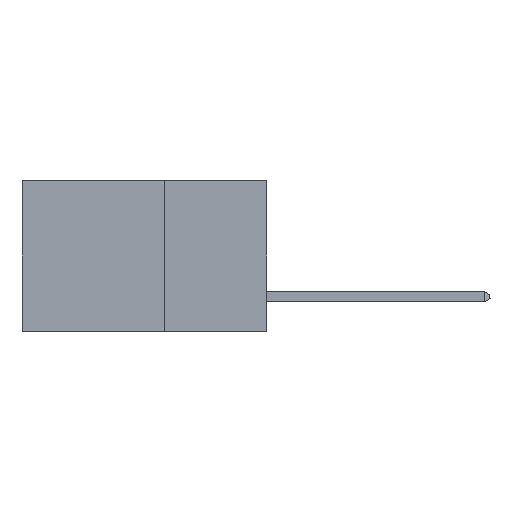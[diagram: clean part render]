
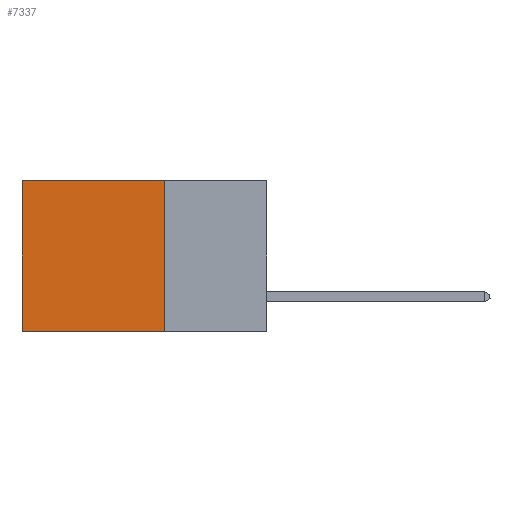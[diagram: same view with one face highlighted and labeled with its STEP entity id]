
A CAD part, left-side view. The second image highlights one B-rep face of the part: STEP entity #7337.
In plain terms, the highlighted planar face has unit normal (-1, 0, 0).
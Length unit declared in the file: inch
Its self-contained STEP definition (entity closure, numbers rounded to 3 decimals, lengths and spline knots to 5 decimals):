
#144 = ORIENTED_EDGE ( 'NONE', *, *, #11849, .T. ) ;
#261 = VECTOR ( 'NONE', #25776, 39.37008 ) ;
#488 = VERTEX_POINT ( 'NONE', #19855 ) ;
#1514 = VECTOR ( 'NONE', #2263, 39.37008 ) ;
#2263 = DIRECTION ( 'NONE',  ( 0., 1., 0. ) ) ;
#4057 = EDGE_CURVE ( 'NONE', #27060, #27547, #25351, .T. ) ;
#5254 = CARTESIAN_POINT ( 'NONE',  ( 0.2875, 0.6, -0.37 ) ) ;
#5774 = CARTESIAN_POINT ( 'NONE',  ( 0.2875, 0.6, 0. ) ) ;
#7337 = ADVANCED_FACE ( 'NONE', ( #12589 ), #24041, .F. ) ;
#7612 = AXIS2_PLACEMENT_3D ( 'NONE', #15191, #19515, #12720 ) ;
#7845 = LINE ( 'NONE', #17560, #10263 ) ;
#8388 = VECTOR ( 'NONE', #23874, 39.37008 ) ;
#8581 = EDGE_CURVE ( 'NONE', #27060, #488, #12873, .T. ) ;
#10263 = VECTOR ( 'NONE', #15256, 39.37008 ) ;
#11826 = LINE ( 'NONE', #24449, #1514 ) ;
#11849 = EDGE_CURVE ( 'NONE', #27547, #16047, #7845, .T. ) ;
#12589 = FACE_OUTER_BOUND ( 'NONE', #13334, .T. ) ;
#12720 = DIRECTION ( 'NONE',  ( 0., 0., -1. ) ) ;
#12873 = LINE ( 'NONE', #15023, #8388 ) ;
#13334 = EDGE_LOOP ( 'NONE', ( #144, #19742, #26087, #16729 ) ) ;
#15023 = CARTESIAN_POINT ( 'NONE',  ( 0.2875, 0.25, 0. ) ) ;
#15191 = CARTESIAN_POINT ( 'NONE',  ( 0.2875, 0.25, 0. ) ) ;
#15256 = DIRECTION ( 'NONE',  ( 0., 0., -1. ) ) ;
#16047 = VERTEX_POINT ( 'NONE', #5254 ) ;
#16729 = ORIENTED_EDGE ( 'NONE', *, *, #4057, .T. ) ;
#17560 = CARTESIAN_POINT ( 'NONE',  ( 0.2875, 0.6, 0. ) ) ;
#18520 = EDGE_CURVE ( 'NONE', #488, #16047, #11826, .T. ) ;
#18618 = CARTESIAN_POINT ( 'NONE',  ( 0.2875, 0.25, 0. ) ) ;
#19515 = DIRECTION ( 'NONE',  ( 1., 0., 0. ) ) ;
#19742 = ORIENTED_EDGE ( 'NONE', *, *, #18520, .F. ) ;
#19855 = CARTESIAN_POINT ( 'NONE',  ( 0.2875, 0.25, -0.37 ) ) ;
#23465 = CARTESIAN_POINT ( 'NONE',  ( 0.2875, 0.25, 0. ) ) ;
#23874 = DIRECTION ( 'NONE',  ( 0., 0., -1. ) ) ;
#24041 = PLANE ( 'NONE',  #7612 ) ;
#24449 = CARTESIAN_POINT ( 'NONE',  ( 0.2875, 0.25, -0.37 ) ) ;
#25351 = LINE ( 'NONE', #18618, #261 ) ;
#25776 = DIRECTION ( 'NONE',  ( 0., 1., 0. ) ) ;
#26087 = ORIENTED_EDGE ( 'NONE', *, *, #8581, .F. ) ;
#27060 = VERTEX_POINT ( 'NONE', #23465 ) ;
#27547 = VERTEX_POINT ( 'NONE', #5774 ) ;
